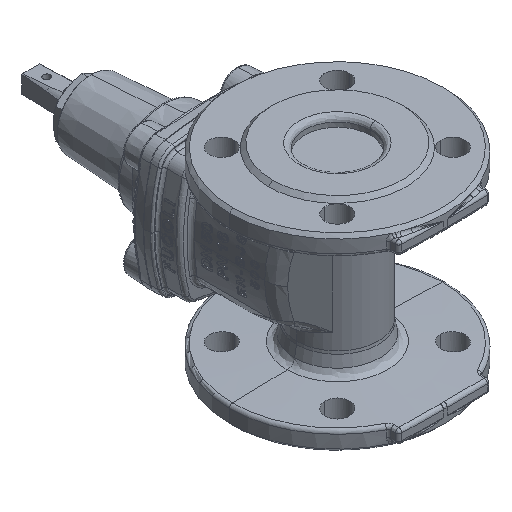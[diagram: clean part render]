
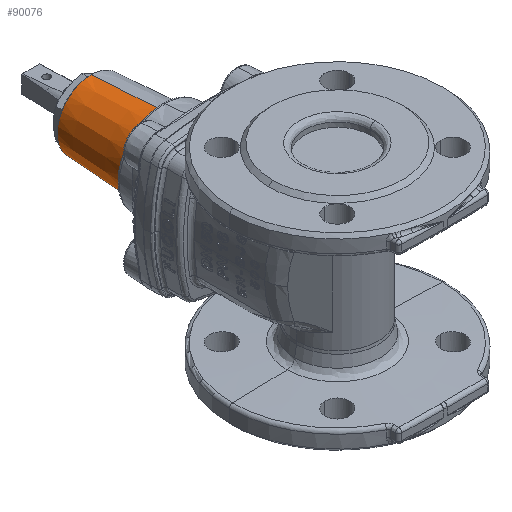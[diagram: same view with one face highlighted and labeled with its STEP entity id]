
A CAD part, isometric view. The second image highlights one B-rep face of the part: STEP entity #90076.
In plain terms, the highlighted conical face has half-angle 3.5 degrees and reference radius 29.192 mm.
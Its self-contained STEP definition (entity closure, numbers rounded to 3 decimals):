
#11110 = ORIENTED_EDGE ( 'NONE', *, *, #108036, .T. ) ;
#12860 = DIRECTION ( 'NONE',  ( 0., -0.998, -0.061 ) ) ;
#14587 = VECTOR ( 'NONE', #12860, 1000. ) ;
#20462 = DIRECTION ( 'NONE',  ( 0., -1., 0. ) ) ;
#21070 = CARTESIAN_POINT ( 'NONE',  ( 0., 44.817, -29.192 ) ) ;
#29829 = CIRCLE ( 'NONE', #110734, 26.061 ) ;
#30195 = DIRECTION ( 'NONE',  ( 0., 0., -1. ) ) ;
#34461 = VERTEX_POINT ( 'NONE', #93992 ) ;
#38349 = EDGE_CURVE ( 'NONE', #115930, #34461, #45901, .T. ) ;
#42728 = VERTEX_POINT ( 'NONE', #48581 ) ;
#45901 = LINE ( 'NONE', #64685, #68984 ) ;
#46207 = EDGE_CURVE ( 'NONE', #42728, #61302, #119079, .T. ) ;
#48581 = CARTESIAN_POINT ( 'NONE',  ( 0., 96.002, -26.061 ) ) ;
#50101 = ORIENTED_EDGE ( 'NONE', *, *, #97902, .T. ) ;
#51742 = ORIENTED_EDGE ( 'NONE', *, *, #46207, .T. ) ;
#53606 = CARTESIAN_POINT ( 'NONE',  ( 0., 96.002, 26.061 ) ) ;
#55128 = AXIS2_PLACEMENT_3D ( 'NONE', #80452, #20462, #60398 ) ;
#55244 = ORIENTED_EDGE ( 'NONE', *, *, #38349, .F. ) ;
#59112 = EDGE_LOOP ( 'NONE', ( #55244, #11110, #51742, #50101 ) ) ;
#59410 = CARTESIAN_POINT ( 'NONE',  ( 0., 96.002, 0. ) ) ;
#60398 = DIRECTION ( 'NONE',  ( 0., 0., -1. ) ) ;
#61302 = VERTEX_POINT ( 'NONE', #64388 ) ;
#64388 = CARTESIAN_POINT ( 'NONE',  ( 0., 44.817, -29.192 ) ) ;
#64685 = CARTESIAN_POINT ( 'NONE',  ( 0., 44.817, 29.192 ) ) ;
#65492 = CIRCLE ( 'NONE', #109626, 29.192 ) ;
#67257 = DIRECTION ( 'NONE',  ( 0., -0.998, 0.061 ) ) ;
#68984 = VECTOR ( 'NONE', #67257, 1000. ) ;
#79888 = DIRECTION ( 'NONE',  ( 0., -1., 0. ) ) ;
#80452 = CARTESIAN_POINT ( 'NONE',  ( 0., 44.817, 0. ) ) ;
#84235 = CONICAL_SURFACE ( 'NONE', #55128, 29.192, 0.061 ) ;
#86137 = DIRECTION ( 'NONE',  ( 0., 1., 0. ) ) ;
#86557 = CARTESIAN_POINT ( 'NONE',  ( 0., 44.817, 0. ) ) ;
#90076 = ADVANCED_FACE ( 'NONE', ( #116894 ), #84235, .T. ) ;
#93992 = CARTESIAN_POINT ( 'NONE',  ( 0., 44.817, 29.192 ) ) ;
#97902 = EDGE_CURVE ( 'NONE', #61302, #34461, #65492, .T. ) ;
#108036 = EDGE_CURVE ( 'NONE', #115930, #42728, #29829, .T. ) ;
#109626 = AXIS2_PLACEMENT_3D ( 'NONE', #86557, #86137, #126558 ) ;
#110734 = AXIS2_PLACEMENT_3D ( 'NONE', #59410, #79888, #30195 ) ;
#115930 = VERTEX_POINT ( 'NONE', #53606 ) ;
#116894 = FACE_OUTER_BOUND ( 'NONE', #59112, .T. ) ;
#119079 = LINE ( 'NONE', #21070, #14587 ) ;
#126558 = DIRECTION ( 'NONE',  ( -1., 0., 0. ) ) ;
